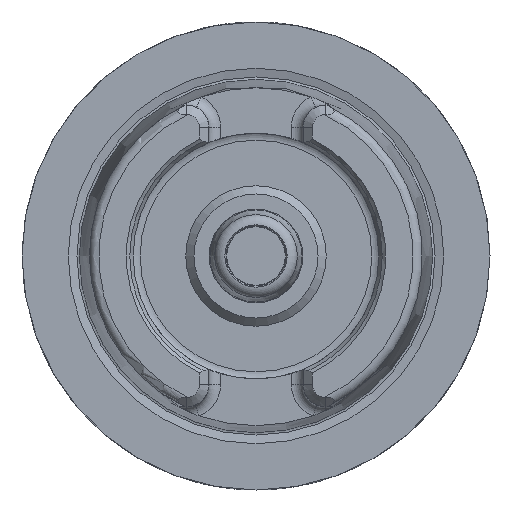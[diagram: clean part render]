
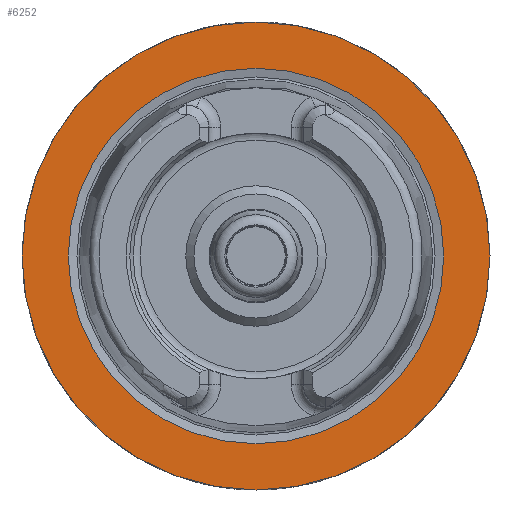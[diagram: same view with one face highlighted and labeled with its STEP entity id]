
A CAD part, left-side view. The second image highlights one B-rep face of the part: STEP entity #6252.
In plain terms, the highlighted planar face has unit normal (-1, 0, 0).
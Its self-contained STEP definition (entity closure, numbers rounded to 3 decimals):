
#5339=CARTESIAN_POINT('',(0.0,20.0,0.0));
#5340=VERTEX_POINT('',#5339);
#5341=CARTESIAN_POINT('',(0.0,0.0,0.0));
#5342=DIRECTION('',(1.0,0.0,0.0));
#5343=DIRECTION('',(0.0,1.0,0.0));
#5344=AXIS2_PLACEMENT_3D('',#5341,#5342,#5343);
#5345=CIRCLE('',#5344,20.0);
#5346=EDGE_CURVE('',#5340,#5340,#5345,.T.);
#6226=CARTESIAN_POINT('',(0.0,16.046,0.0));
#6227=VERTEX_POINT('',#6226);
#6228=CARTESIAN_POINT('',(0.0,0.0,0.0));
#6229=DIRECTION('',(1.0,0.0,0.0));
#6230=DIRECTION('',(0.0,1.0,0.0));
#6231=AXIS2_PLACEMENT_3D('',#6228,#6229,#6230);
#6232=CIRCLE('',#6231,16.046);
#6233=EDGE_CURVE('',#6227,#6227,#6232,.T.);
#6241=CARTESIAN_POINT('',(0.0,18.023,0.0));
#6242=DIRECTION('',(-1.0,0.0,0.0));
#6243=DIRECTION('',(0.0,0.0,1.0));
#6244=AXIS2_PLACEMENT_3D('',#6241,#6242,#6243);
#6245=PLANE('',#6244);
#6246=ORIENTED_EDGE('',*,*,#5346,.F.);
#6247=EDGE_LOOP('',(#6246));
#6248=FACE_OUTER_BOUND('',#6247,.T.);
#6249=ORIENTED_EDGE('',*,*,#6233,.T.);
#6250=EDGE_LOOP('',(#6249));
#6251=FACE_BOUND('',#6250,.T.);
#6252=ADVANCED_FACE('',(#6248,#6251),#6245,.T.);
